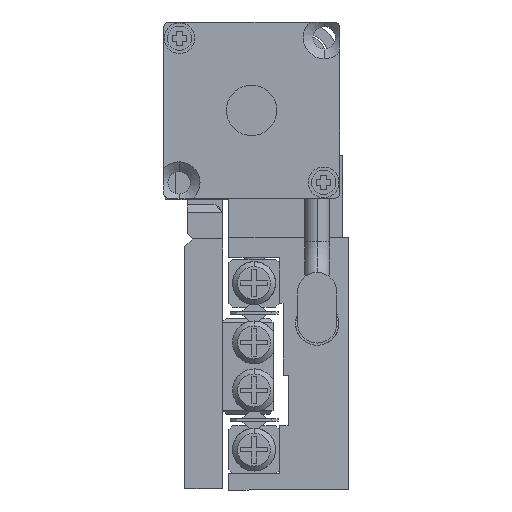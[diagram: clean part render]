
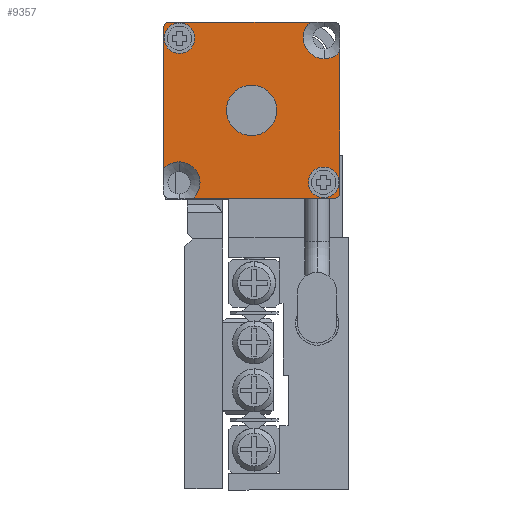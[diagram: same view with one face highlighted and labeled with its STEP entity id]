
A CAD part, left-side view. The second image highlights one B-rep face of the part: STEP entity #9357.
In plain terms, the highlighted face is planar.
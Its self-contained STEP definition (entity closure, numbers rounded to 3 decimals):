
#238 = EDGE_CURVE ( 'NONE', #7650, #679, #26128, .T. ) ;
#374 = CARTESIAN_POINT ( 'NONE',  ( 2.499, -12.714, 30. ) ) ;
#501 = CARTESIAN_POINT ( 'NONE',  ( 14., 0., 30. ) ) ;
#616 = ORIENTED_EDGE ( 'NONE', *, *, #15328, .F. ) ;
#679 = VERTEX_POINT ( 'NONE', #4254 ) ;
#705 = DIRECTION ( 'NONE',  ( 1., 0., 0. ) ) ;
#907 = DIRECTION ( 'NONE',  ( 0., 0., 1. ) ) ;
#915 = ORIENTED_EDGE ( 'NONE', *, *, #3491, .T. ) ;
#918 = LINE ( 'NONE', #7801, #20127 ) ;
#1415 = VERTEX_POINT ( 'NONE', #7657 ) ;
#1470 = CIRCLE ( 'NONE', #20581, 2. ) ;
#2074 = DIRECTION ( 'NONE',  ( 0., 0., 1. ) ) ;
#2152 = AXIS2_PLACEMENT_3D ( 'NONE', #21967, #17840, #14929 ) ;
#2712 = EDGE_CURVE ( 'NONE', #5937, #4546, #3287, .T. ) ;
#2827 = CIRCLE ( 'NONE', #29156, 1.664 ) ;
#2971 = CARTESIAN_POINT ( 'NONE',  ( 12.714, -1.286, 30. ) ) ;
#3177 = CARTESIAN_POINT ( 'NONE',  ( 12.75, -12.75, 30. ) ) ;
#3218 = CARTESIAN_POINT ( 'NONE',  ( 2.348, 0., 30. ) ) ;
#3221 = VERTEX_POINT ( 'NONE', #10837 ) ;
#3287 = CIRCLE ( 'NONE', #14065, 1.213 ) ;
#3491 = EDGE_CURVE ( 'NONE', #23011, #3221, #15022, .T. ) ;
#3496 = DIRECTION ( 'NONE',  ( 1., 0., 0. ) ) ;
#4254 = CARTESIAN_POINT ( 'NONE',  ( 0.073, -12.714, 30. ) ) ;
#4361 = DIRECTION ( 'NONE',  ( 0., 0., -1. ) ) ;
#4546 = VERTEX_POINT ( 'NONE', #18321 ) ;
#4668 = EDGE_CURVE ( 'NONE', #679, #7650, #26342, .T. ) ;
#5437 = DIRECTION ( 'NONE',  ( 1., 0., 0. ) ) ;
#5666 = DIRECTION ( 'NONE',  ( -1., 0., 0. ) ) ;
#5808 = ORIENTED_EDGE ( 'NONE', *, *, #26454, .F. ) ;
#5857 = CARTESIAN_POINT ( 'NONE',  ( 13.5, 0., 30. ) ) ;
#5914 = CARTESIAN_POINT ( 'NONE',  ( 0., 0., 30. ) ) ;
#5937 = VERTEX_POINT ( 'NONE', #27989 ) ;
#6211 = DIRECTION ( 'NONE',  ( 0., -1., 0. ) ) ;
#6510 = PLANE ( 'NONE',  #11181 ) ;
#6803 = DIRECTION ( 'NONE',  ( 1., 0., 0. ) ) ;
#6809 = DIRECTION ( 'NONE',  ( 1., 0., 0. ) ) ;
#7149 = CIRCLE ( 'NONE', #28210, 0.5 ) ;
#7500 = EDGE_LOOP ( 'NONE', ( #18513, #27392 ) ) ;
#7536 = DIRECTION ( 'NONE',  ( 0., 0., 1. ) ) ;
#7650 = VERTEX_POINT ( 'NONE', #374 ) ;
#7657 = CARTESIAN_POINT ( 'NONE',  ( 2.914, -1.25, 30. ) ) ;
#7664 = EDGE_CURVE ( 'NONE', #4546, #5937, #25092, .T. ) ;
#7723 = CARTESIAN_POINT ( 'NONE',  ( 7., -7., 30. ) ) ;
#7724 = CARTESIAN_POINT ( 'NONE',  ( 1.25, -1.25, 30. ) ) ;
#7801 = CARTESIAN_POINT ( 'NONE',  ( 0., 0., 30. ) ) ;
#7834 = DIRECTION ( 'NONE',  ( 0., 1., 0. ) ) ;
#8277 = AXIS2_PLACEMENT_3D ( 'NONE', #7723, #19699, #19106 ) ;
#8320 = DIRECTION ( 'NONE',  ( 0., 0., 1. ) ) ;
#8392 = CARTESIAN_POINT ( 'NONE',  ( 0., -2.348, 30. ) ) ;
#8971 = VERTEX_POINT ( 'NONE', #27693 ) ;
#9116 = DIRECTION ( 'NONE',  ( 0., 0., 1. ) ) ;
#9121 = FACE_BOUND ( 'NONE', #14575, .T. ) ;
#9357 = ADVANCED_FACE ( 'NONE', ( #17889, #24759, #20780, #9121 ), #6510, .T. ) ;
#9627 = EDGE_CURVE ( 'NONE', #3221, #14347, #29275, .T. ) ;
#10097 = VERTEX_POINT ( 'NONE', #24487 ) ;
#10103 = EDGE_CURVE ( 'NONE', #15574, #27037, #7149, .T. ) ;
#10837 = CARTESIAN_POINT ( 'NONE',  ( 0.5, -14., 30. ) ) ;
#10887 = AXIS2_PLACEMENT_3D ( 'NONE', #7724, #28582, #5437 ) ;
#11181 = AXIS2_PLACEMENT_3D ( 'NONE', #18039, #2074, #16020 ) ;
#11235 = DIRECTION ( 'NONE',  ( 1., 0., 0. ) ) ;
#11566 = ORIENTED_EDGE ( 'NONE', *, *, #9627, .T. ) ;
#12156 = AXIS2_PLACEMENT_3D ( 'NONE', #16008, #4361, #6803 ) ;
#12192 = ORIENTED_EDGE ( 'NONE', *, *, #14303, .T. ) ;
#12323 = DIRECTION ( 'NONE',  ( 1., 0., 0. ) ) ;
#12371 = EDGE_CURVE ( 'NONE', #26130, #1415, #24599, .T. ) ;
#12669 = DIRECTION ( 'NONE',  ( 0., 0., 1. ) ) ;
#13936 = ORIENTED_EDGE ( 'NONE', *, *, #2712, .F. ) ;
#14065 = AXIS2_PLACEMENT_3D ( 'NONE', #2971, #26403, #12323 ) ;
#14303 = EDGE_CURVE ( 'NONE', #27037, #23573, #918, .T. ) ;
#14347 = VERTEX_POINT ( 'NONE', #17784 ) ;
#14575 = EDGE_LOOP ( 'NONE', ( #19825, #25096 ) ) ;
#14840 = AXIS2_PLACEMENT_3D ( 'NONE', #28269, #9116, #6809 ) ;
#14929 = DIRECTION ( 'NONE',  ( 1., 0., 0. ) ) ;
#15022 = CIRCLE ( 'NONE', #15484, 0.5 ) ;
#15131 = DIRECTION ( 'NONE',  ( 0., 0., 1. ) ) ;
#15328 = EDGE_CURVE ( 'NONE', #1415, #23573, #22138, .T. ) ;
#15484 = AXIS2_PLACEMENT_3D ( 'NONE', #16962, #12669, #705 ) ;
#15574 = VERTEX_POINT ( 'NONE', #16381 ) ;
#15607 = VECTOR ( 'NONE', #17660, 1000. ) ;
#15911 = ORIENTED_EDGE ( 'NONE', *, *, #24912, .T. ) ;
#15985 = VERTEX_POINT ( 'NONE', #29964 ) ;
#16008 = CARTESIAN_POINT ( 'NONE',  ( 1.286, -12.714, 30. ) ) ;
#16020 = DIRECTION ( 'NONE',  ( 1., 0., 0. ) ) ;
#16381 = CARTESIAN_POINT ( 'NONE',  ( 14., -0.5, 30. ) ) ;
#16764 = CARTESIAN_POINT ( 'NONE',  ( 0., -13.5, 30. ) ) ;
#16962 = CARTESIAN_POINT ( 'NONE',  ( 0.5, -13.5, 30. ) ) ;
#17443 = EDGE_LOOP ( 'NONE', ( #20506, #13936 ) ) ;
#17585 = DIRECTION ( 'NONE',  ( 1., 0., 0. ) ) ;
#17660 = DIRECTION ( 'NONE',  ( 1., 0., 0. ) ) ;
#17784 = CARTESIAN_POINT ( 'NONE',  ( 11.652, -14., 30. ) ) ;
#17840 = DIRECTION ( 'NONE',  ( 0., 0., -1. ) ) ;
#17889 = FACE_BOUND ( 'NONE', #17443, .T. ) ;
#18039 = CARTESIAN_POINT ( 'NONE',  ( 0., 0., 30. ) ) ;
#18321 = CARTESIAN_POINT ( 'NONE',  ( 13.927, -1.286, 30. ) ) ;
#18337 = LINE ( 'NONE', #5914, #27848 ) ;
#18513 = ORIENTED_EDGE ( 'NONE', *, *, #25177, .F. ) ;
#18627 = ORIENTED_EDGE ( 'NONE', *, *, #21932, .T. ) ;
#18941 = VECTOR ( 'NONE', #7834, 1000. ) ;
#19106 = DIRECTION ( 'NONE',  ( 1., 0., 0. ) ) ;
#19220 = CARTESIAN_POINT ( 'NONE',  ( 7., -7., 30. ) ) ;
#19699 = DIRECTION ( 'NONE',  ( 0., 0., 1. ) ) ;
#19825 = ORIENTED_EDGE ( 'NONE', *, *, #238, .T. ) ;
#20108 = CARTESIAN_POINT ( 'NONE',  ( 0., -14., 30. ) ) ;
#20127 = VECTOR ( 'NONE', #5666, 1000. ) ;
#20273 = ORIENTED_EDGE ( 'NONE', *, *, #21626, .F. ) ;
#20433 = CARTESIAN_POINT ( 'NONE',  ( 14., -11.652, 30. ) ) ;
#20506 = ORIENTED_EDGE ( 'NONE', *, *, #7664, .F. ) ;
#20550 = AXIS2_PLACEMENT_3D ( 'NONE', #3177, #15131, #17585 ) ;
#20581 = AXIS2_PLACEMENT_3D ( 'NONE', #19220, #7536, #26387 ) ;
#20780 = FACE_BOUND ( 'NONE', #7500, .T. ) ;
#20866 = DIRECTION ( 'NONE',  ( 0., 0., 1. ) ) ;
#21039 = CIRCLE ( 'NONE', #8277, 2. ) ;
#21626 = EDGE_CURVE ( 'NONE', #29968, #15985, #2827, .T. ) ;
#21932 = EDGE_CURVE ( 'NONE', #29968, #15574, #26534, .T. ) ;
#21967 = CARTESIAN_POINT ( 'NONE',  ( 1.286, -12.714, 30. ) ) ;
#22138 = CIRCLE ( 'NONE', #25536, 1.664 ) ;
#22219 = ORIENTED_EDGE ( 'NONE', *, *, #10103, .T. ) ;
#22580 = CARTESIAN_POINT ( 'NONE',  ( 12.75, -12.75, 30. ) ) ;
#23011 = VERTEX_POINT ( 'NONE', #16764 ) ;
#23146 = CARTESIAN_POINT ( 'NONE',  ( 1.25, -1.25, 30. ) ) ;
#23573 = VERTEX_POINT ( 'NONE', #3218 ) ;
#23612 = DIRECTION ( 'NONE',  ( 1., 0., 0. ) ) ;
#23742 = EDGE_LOOP ( 'NONE', ( #26547, #15911, #915, #11566, #5808, #20273, #18627, #22219, #12192, #616 ) ) ;
#24487 = CARTESIAN_POINT ( 'NONE',  ( 9., -7., 30. ) ) ;
#24599 = CIRCLE ( 'NONE', #10887, 1.664 ) ;
#24759 = FACE_OUTER_BOUND ( 'NONE', #23742, .T. ) ;
#24799 = CARTESIAN_POINT ( 'NONE',  ( 13.5, -0.5, 30. ) ) ;
#24912 = EDGE_CURVE ( 'NONE', #26130, #23011, #18337, .T. ) ;
#25092 = CIRCLE ( 'NONE', #14840, 1.213 ) ;
#25096 = ORIENTED_EDGE ( 'NONE', *, *, #4668, .T. ) ;
#25177 = EDGE_CURVE ( 'NONE', #8971, #10097, #21039, .T. ) ;
#25536 = AXIS2_PLACEMENT_3D ( 'NONE', #23146, #20866, #23612 ) ;
#25603 = EDGE_CURVE ( 'NONE', #10097, #8971, #1470, .T. ) ;
#26128 = CIRCLE ( 'NONE', #2152, 1.213 ) ;
#26130 = VERTEX_POINT ( 'NONE', #8392 ) ;
#26342 = CIRCLE ( 'NONE', #12156, 1.213 ) ;
#26387 = DIRECTION ( 'NONE',  ( 1., 0., 0. ) ) ;
#26403 = DIRECTION ( 'NONE',  ( 0., 0., 1. ) ) ;
#26454 = EDGE_CURVE ( 'NONE', #15985, #14347, #29834, .T. ) ;
#26534 = LINE ( 'NONE', #501, #18941 ) ;
#26547 = ORIENTED_EDGE ( 'NONE', *, *, #12371, .F. ) ;
#27037 = VERTEX_POINT ( 'NONE', #5857 ) ;
#27392 = ORIENTED_EDGE ( 'NONE', *, *, #25603, .F. ) ;
#27693 = CARTESIAN_POINT ( 'NONE',  ( 5., -7., 30. ) ) ;
#27848 = VECTOR ( 'NONE', #6211, 1000. ) ;
#27989 = CARTESIAN_POINT ( 'NONE',  ( 11.501, -1.286, 30. ) ) ;
#28210 = AXIS2_PLACEMENT_3D ( 'NONE', #24799, #907, #3496 ) ;
#28269 = CARTESIAN_POINT ( 'NONE',  ( 12.714, -1.286, 30. ) ) ;
#28582 = DIRECTION ( 'NONE',  ( 0., 0., 1. ) ) ;
#29156 = AXIS2_PLACEMENT_3D ( 'NONE', #22580, #8320, #11235 ) ;
#29275 = LINE ( 'NONE', #20108, #15607 ) ;
#29834 = CIRCLE ( 'NONE', #20550, 1.664 ) ;
#29964 = CARTESIAN_POINT ( 'NONE',  ( 11.086, -12.75, 30. ) ) ;
#29968 = VERTEX_POINT ( 'NONE', #20433 ) ;
